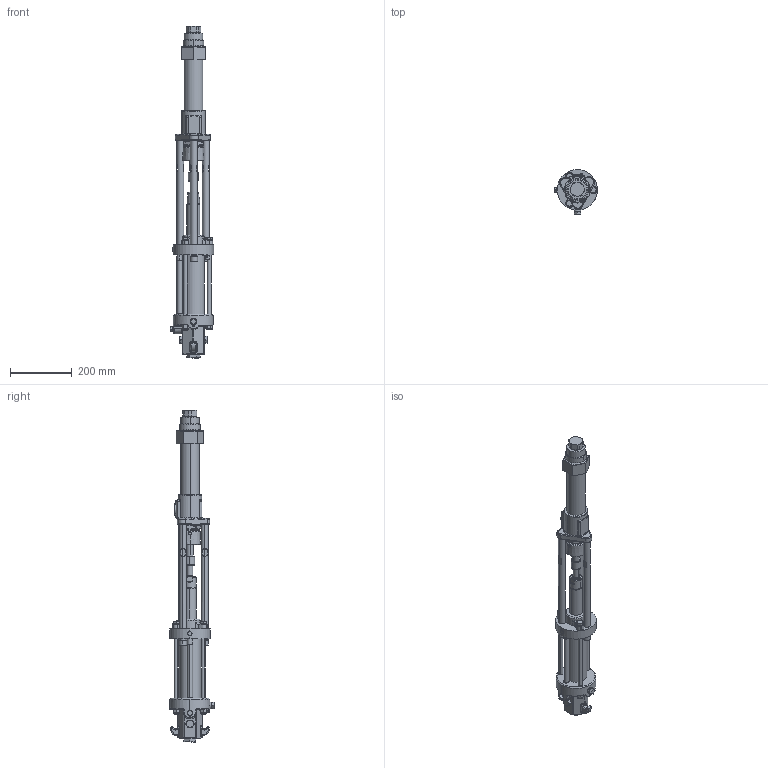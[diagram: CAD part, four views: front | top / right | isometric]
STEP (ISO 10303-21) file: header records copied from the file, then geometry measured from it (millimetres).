
FILE_DESCRIPTION((''),'2;1');
FILE_NAME('20056354_SW0003','2017-07-11T',('ccbyzi'),(''),'PRO/ENGINEER BY PARAMETRIC TECHNOLOGY CORPORATION, 2016360','PRO/ENGINEER BY PARAMETRIC TECHNOLOGY CORPORATION, 2016360','');
FILE_SCHEMA(('CONFIG_CONTROL_DESIGN'));
Products named in the file (1): 20056354_SW0003
Bounding box: 139.08 x 143.81 x 1072.03 mm (x, y, z)
Volume: 4623641.6 mm3; surface area: 423283.8 mm2
Topology: 1 solids, 4 shells, 1008 faces, 2520 edges, 1581 vertices
Faces by surface type: cylinder 327, plane 289, cone 137, bspline 111, torus 87, extrusion 29, sphere 28
Entity records: 56942 total; most frequent: CARTESIAN_POINT 33845, ORIENTED_EDGE 5040, DIRECTION 4518, EDGE_CURVE 2520, AXIS2_PLACEMENT_3D 1802, VERTEX_POINT 1581, EDGE_LOOP 1105, FACE_OUTER_BOUND 1008
